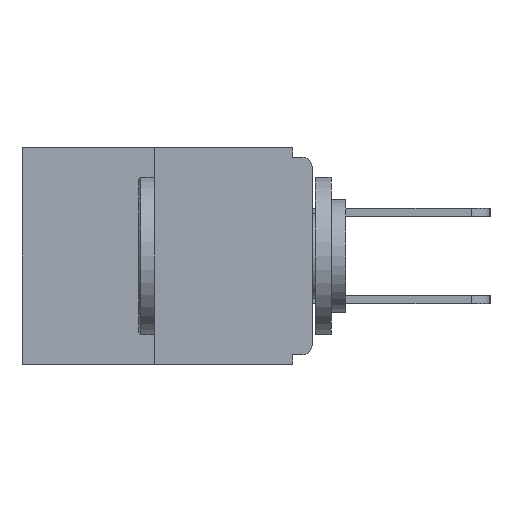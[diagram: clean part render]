
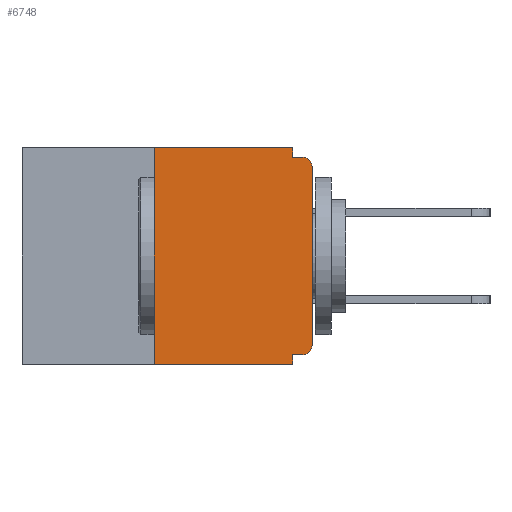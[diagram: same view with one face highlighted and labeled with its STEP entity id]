
A CAD part, left-side view. The second image highlights one B-rep face of the part: STEP entity #6748.
In plain terms, the highlighted planar face has unit normal (-1, 0, 0).
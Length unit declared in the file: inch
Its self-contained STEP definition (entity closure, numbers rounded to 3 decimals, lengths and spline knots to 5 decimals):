
#160 = CARTESIAN_POINT ( 'NONE',  ( 0., 0., -0.313 ) ) ;
#270 = CARTESIAN_POINT ( 'NONE',  ( 0., 0.015, -0.313 ) ) ;
#302 = EDGE_CURVE ( 'NONE', #6852, #12898, #12183, .T. ) ;
#1553 = ORIENTED_EDGE ( 'NONE', *, *, #5150, .T. ) ;
#1784 = DIRECTION ( 'NONE',  ( -1., 0., 0. ) ) ;
#1836 = CARTESIAN_POINT ( 'NONE',  ( 0., 0.031, 0. ) ) ;
#1919 = VECTOR ( 'NONE', #17974, 39.37008 ) ;
#2161 = CARTESIAN_POINT ( 'NONE',  ( 0., 0.25, 0. ) ) ;
#2296 = DIRECTION ( 'NONE',  ( 0., 0., 1. ) ) ;
#2465 = CARTESIAN_POINT ( 'NONE',  ( 0., 0.015, -0.328 ) ) ;
#2931 = EDGE_LOOP ( 'NONE', ( #12580, #5657, #1553, #13371, #5437, #15461, #4108, #13003, #13683, #3375 ) ) ;
#2954 = VERTEX_POINT ( 'NONE', #15601 ) ;
#3375 = ORIENTED_EDGE ( 'NONE', *, *, #302, .F. ) ;
#4035 = CARTESIAN_POINT ( 'NONE',  ( 0., 0.015, -0.03 ) ) ;
#4108 = ORIENTED_EDGE ( 'NONE', *, *, #9240, .T. ) ;
#4235 = EDGE_CURVE ( 'NONE', #7569, #2954, #13781, .T. ) ;
#4269 = VECTOR ( 'NONE', #15708, 39.37008 ) ;
#4756 = VERTEX_POINT ( 'NONE', #2465 ) ;
#4782 = DIRECTION ( 'NONE',  ( 0., 0., -1. ) ) ;
#5075 = DIRECTION ( 'NONE',  ( 1., 0., 0. ) ) ;
#5150 = EDGE_CURVE ( 'NONE', #15927, #2954, #13483, .T. ) ;
#5317 = VECTOR ( 'NONE', #5446, 39.37008 ) ;
#5338 = PLANE ( 'NONE',  #12144 ) ;
#5437 = ORIENTED_EDGE ( 'NONE', *, *, #14632, .F. ) ;
#5446 = DIRECTION ( 'NONE',  ( 0., 0., 1. ) ) ;
#5479 = DIRECTION ( 'NONE',  ( -1., 0., 0. ) ) ;
#5657 = ORIENTED_EDGE ( 'NONE', *, *, #9493, .F. ) ;
#5916 = CARTESIAN_POINT ( 'NONE',  ( 0., 0., -0.015 ) ) ;
#6262 = VECTOR ( 'NONE', #2296, 39.37008 ) ;
#6451 = CARTESIAN_POINT ( 'NONE',  ( 0., 0.25, -0.343 ) ) ;
#6562 = VERTEX_POINT ( 'NONE', #10507 ) ;
#6748 = ADVANCED_FACE ( 'NONE', ( #16507 ), #5338, .F. ) ;
#6781 = CARTESIAN_POINT ( 'NONE',  ( 0., 0.031, -0.328 ) ) ;
#6852 = VERTEX_POINT ( 'NONE', #8638 ) ;
#6874 = CARTESIAN_POINT ( 'NONE',  ( 0., 0.46, 0. ) ) ;
#7430 = CARTESIAN_POINT ( 'NONE',  ( 0., 0.031, -0.015 ) ) ;
#7569 = VERTEX_POINT ( 'NONE', #6781 ) ;
#8087 = EDGE_CURVE ( 'NONE', #19347, #6852, #18185, .T. ) ;
#8174 = CARTESIAN_POINT ( 'NONE',  ( 0., 0., -0.03 ) ) ;
#8418 = VERTEX_POINT ( 'NONE', #160 ) ;
#8638 = CARTESIAN_POINT ( 'NONE',  ( 0., 0.031, 0. ) ) ;
#8773 = DIRECTION ( 'NONE',  ( 0., 1., 0. ) ) ;
#8790 = EDGE_CURVE ( 'NONE', #4756, #8418, #10557, .T. ) ;
#8978 = DIRECTION ( 'NONE',  ( 0., -1., 0. ) ) ;
#9240 = EDGE_CURVE ( 'NONE', #8418, #13734, #9364, .T. ) ;
#9364 = LINE ( 'NONE', #17585, #5317 ) ;
#9493 = EDGE_CURVE ( 'NONE', #15927, #19347, #14596, .T. ) ;
#9757 = CARTESIAN_POINT ( 'NONE',  ( 0., 0.46, -0.343 ) ) ;
#10031 = VECTOR ( 'NONE', #13994, 39.37008 ) ;
#10507 = CARTESIAN_POINT ( 'NONE',  ( 0., 0.015, -0.015 ) ) ;
#10555 = AXIS2_PLACEMENT_3D ( 'NONE', #4035, #5479, #13117 ) ;
#10557 = CIRCLE ( 'NONE', #17249, 0.015 ) ;
#10719 = CARTESIAN_POINT ( 'NONE',  ( 0., 0.031, -0.343 ) ) ;
#11302 = DIRECTION ( 'NONE',  ( 0., -1., 0. ) ) ;
#12144 = AXIS2_PLACEMENT_3D ( 'NONE', #6874, #5075, #15701 ) ;
#12183 = LINE ( 'NONE', #1836, #10031 ) ;
#12276 = VECTOR ( 'NONE', #8978, 39.37008 ) ;
#12580 = ORIENTED_EDGE ( 'NONE', *, *, #8087, .F. ) ;
#12671 = EDGE_CURVE ( 'NONE', #13734, #6562, #16812, .T. ) ;
#12898 = VERTEX_POINT ( 'NONE', #7430 ) ;
#13003 = ORIENTED_EDGE ( 'NONE', *, *, #12671, .T. ) ;
#13117 = DIRECTION ( 'NONE',  ( 0., 0., -1. ) ) ;
#13371 = ORIENTED_EDGE ( 'NONE', *, *, #4235, .F. ) ;
#13483 = LINE ( 'NONE', #9757, #17049 ) ;
#13683 = ORIENTED_EDGE ( 'NONE', *, *, #16961, .F. ) ;
#13734 = VERTEX_POINT ( 'NONE', #8174 ) ;
#13781 = LINE ( 'NONE', #10719, #4269 ) ;
#13994 = DIRECTION ( 'NONE',  ( 0., 0., -1. ) ) ;
#14596 = LINE ( 'NONE', #2161, #6262 ) ;
#14632 = EDGE_CURVE ( 'NONE', #4756, #7569, #18834, .T. ) ;
#15461 = ORIENTED_EDGE ( 'NONE', *, *, #8790, .T. ) ;
#15601 = CARTESIAN_POINT ( 'NONE',  ( 0., 0.031, -0.343 ) ) ;
#15701 = DIRECTION ( 'NONE',  ( 0., 0., -1. ) ) ;
#15708 = DIRECTION ( 'NONE',  ( 0., 0., -1. ) ) ;
#15927 = VERTEX_POINT ( 'NONE', #6451 ) ;
#16415 = CARTESIAN_POINT ( 'NONE',  ( 0., 0.25, 0. ) ) ;
#16507 = FACE_OUTER_BOUND ( 'NONE', #2931, .T. ) ;
#16617 = CARTESIAN_POINT ( 'NONE',  ( 0., 0., -0.328 ) ) ;
#16690 = CARTESIAN_POINT ( 'NONE',  ( 0., 0.46, 0. ) ) ;
#16812 = CIRCLE ( 'NONE', #10555, 0.015 ) ;
#16891 = LINE ( 'NONE', #5916, #1919 ) ;
#16961 = EDGE_CURVE ( 'NONE', #12898, #6562, #16891, .T. ) ;
#17049 = VECTOR ( 'NONE', #11302, 39.37008 ) ;
#17249 = AXIS2_PLACEMENT_3D ( 'NONE', #270, #1784, #4782 ) ;
#17585 = CARTESIAN_POINT ( 'NONE',  ( 0., 0., 0. ) ) ;
#17974 = DIRECTION ( 'NONE',  ( 0., -1., 0. ) ) ;
#18185 = LINE ( 'NONE', #16690, #12276 ) ;
#18834 = LINE ( 'NONE', #16617, #19303 ) ;
#19303 = VECTOR ( 'NONE', #8773, 39.37008 ) ;
#19347 = VERTEX_POINT ( 'NONE', #16415 ) ;
